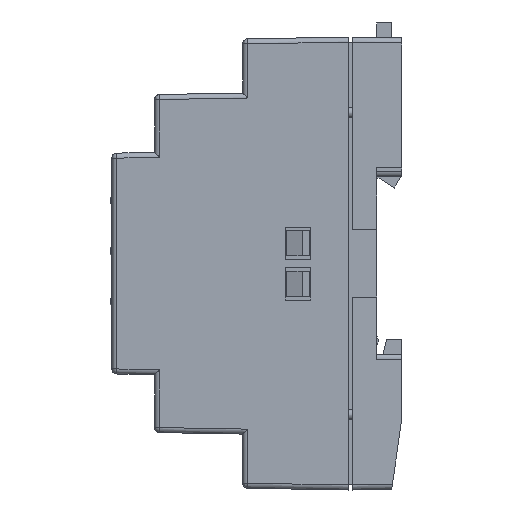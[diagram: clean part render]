
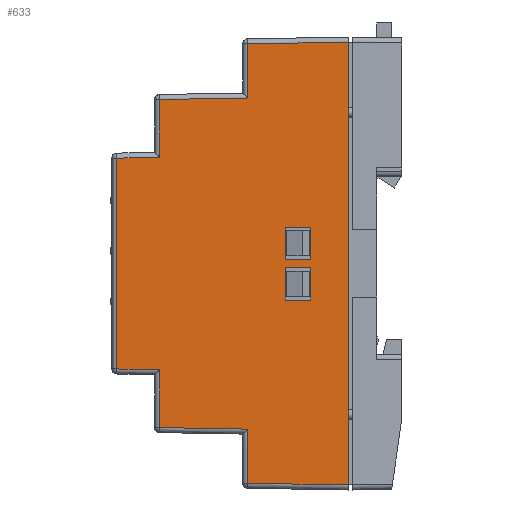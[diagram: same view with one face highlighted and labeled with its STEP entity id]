
A CAD part, left-side view. The second image highlights one B-rep face of the part: STEP entity #633.
In plain terms, the highlighted planar face has unit normal (-1, 0.009, 0).
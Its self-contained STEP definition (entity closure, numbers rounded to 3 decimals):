
#633=ADVANCED_FACE('',(#3711,#3713,#3715),#3717,.T.);
#3711=FACE_BOUND('',#3712,.T.);
#3712=EDGE_LOOP('',(#12661,#12662,#12663,#12664,#12665,#12666,#12667,#12668,#12669,
#12670,#12671,#12672));
#3713=FACE_BOUND('',#3714,.T.);
#3714=EDGE_LOOP('',(#12673,#12674,#12675,#12676));
#3715=FACE_BOUND('',#3716,.T.);
#3716=EDGE_LOOP('',(#12677,#12678,#12679,#12680));
#3717=PLANE('',#3718);
#3718=AXIS2_PLACEMENT_3D('',#3719,#3720,#3721);
#3719=CARTESIAN_POINT('',(-80.13,-186.784,-45.));
#3720=DIRECTION('',(-1.,0.009,0.));
#3721=DIRECTION('',(0.,0.,1.));
#12661=ORIENTED_EDGE('',*,*,#19677,.F.);
#12662=ORIENTED_EDGE('',*,*,#19678,.T.);
#12663=ORIENTED_EDGE('',*,*,#19679,.T.);
#12664=ORIENTED_EDGE('',*,*,#19680,.F.);
#12665=ORIENTED_EDGE('',*,*,#19681,.T.);
#12666=ORIENTED_EDGE('',*,*,#19682,.F.);
#12667=ORIENTED_EDGE('',*,*,#19683,.T.);
#12668=ORIENTED_EDGE('',*,*,#19653,.F.);
#12669=ORIENTED_EDGE('',*,*,#19684,.F.);
#12670=ORIENTED_EDGE('',*,*,#19685,.F.);
#12671=ORIENTED_EDGE('',*,*,#19686,.F.);
#12672=ORIENTED_EDGE('',*,*,#19687,.F.);
#12673=ORIENTED_EDGE('',*,*,#19688,.T.);
#12674=ORIENTED_EDGE('',*,*,#19689,.T.);
#12675=ORIENTED_EDGE('',*,*,#19690,.T.);
#12676=ORIENTED_EDGE('',*,*,#19691,.T.);
#12677=ORIENTED_EDGE('',*,*,#19692,.T.);
#12678=ORIENTED_EDGE('',*,*,#19693,.T.);
#12679=ORIENTED_EDGE('',*,*,#19694,.T.);
#12680=ORIENTED_EDGE('',*,*,#19695,.T.);
#19653=EDGE_CURVE('',#24062,#24064,#24065,.T.);
#19677=EDGE_CURVE('',#24102,#24103,#24104,.T.);
#19678=EDGE_CURVE('',#24102,#24105,#24106,.T.);
#19679=EDGE_CURVE('',#24105,#24107,#24108,.T.);
#19680=EDGE_CURVE('',#24109,#24107,#24110,.T.);
#19681=EDGE_CURVE('',#24109,#24111,#24112,.T.);
#19682=EDGE_CURVE('',#24113,#24111,#24114,.T.);
#19683=EDGE_CURVE('',#24113,#24064,#24115,.T.);
#19684=EDGE_CURVE('',#24116,#24062,#24117,.T.);
#19685=EDGE_CURVE('',#24118,#24116,#24119,.T.);
#19686=EDGE_CURVE('',#24120,#24118,#24121,.T.);
#19687=EDGE_CURVE('',#24103,#24120,#24122,.T.);
#19688=EDGE_CURVE('',#24123,#24124,#24125,.T.);
#19689=EDGE_CURVE('',#24124,#24126,#24127,.T.);
#19690=EDGE_CURVE('',#24126,#24128,#24129,.T.);
#19691=EDGE_CURVE('',#24128,#24123,#24130,.T.);
#19692=EDGE_CURVE('',#24131,#24132,#24133,.T.);
#19693=EDGE_CURVE('',#24132,#24134,#24135,.T.);
#19694=EDGE_CURVE('',#24134,#24136,#24137,.T.);
#19695=EDGE_CURVE('',#24136,#24131,#24138,.T.);
#24062=VERTEX_POINT('',#32251);
#24064=VERTEX_POINT('',#32256);
#24065=LINE('',#32257,#32258);
#24102=VERTEX_POINT('',#32352);
#24103=VERTEX_POINT('',#32353);
#24104=LINE('',#32354,#32355);
#24105=VERTEX_POINT('',#32357);
#24106=LINE('',#32358,#32359);
#24107=VERTEX_POINT('',#32361);
#24108=LINE('',#32362,#32363);
#24109=VERTEX_POINT('',#32365);
#24110=LINE('',#32366,#32367);
#24111=VERTEX_POINT('',#32369);
#24112=LINE('',#32370,#32371);
#24113=VERTEX_POINT('',#32373);
#24114=LINE('',#32374,#32375);
#24115=LINE('',#32377,#32378);
#24116=VERTEX_POINT('',#32380);
#24117=LINE('',#32381,#32382);
#24118=VERTEX_POINT('',#32384);
#24119=LINE('',#32385,#32386);
#24120=VERTEX_POINT('',#32388);
#24121=LINE('',#32389,#32390);
#24122=LINE('',#32392,#32393);
#24123=VERTEX_POINT('',#32395);
#24124=VERTEX_POINT('',#32396);
#24125=LINE('',#32397,#32398);
#24126=VERTEX_POINT('',#32400);
#24127=LINE('',#32401,#32402);
#24128=VERTEX_POINT('',#32404);
#24129=LINE('',#32405,#32406);
#24130=LINE('',#32408,#32409);
#24131=VERTEX_POINT('',#32411);
#24132=VERTEX_POINT('',#32412);
#24133=LINE('',#32413,#32414);
#24134=VERTEX_POINT('',#32416);
#24135=LINE('',#32417,#32418);
#24136=VERTEX_POINT('',#32420);
#24137=LINE('',#32421,#32422);
#24138=LINE('',#32424,#32425);
#32251=CARTESIAN_POINT('',(-78.098,46.009,-20.947));
#32256=CARTESIAN_POINT('',(-78.098,46.009,20.947));
#32257=CARTESIAN_POINT('',(-78.098,46.009,-20.947));
#32258=VECTOR('',#32259,1.);
#32259=DIRECTION('',(0.,0.,1.));
#32352=CARTESIAN_POINT('',(-78.5,0.,-44.));
#32353=CARTESIAN_POINT('',(-78.325,20.009,-43.651));
#32354=CARTESIAN_POINT('',(-78.5,0.,-44.));
#32355=VECTOR('',#32356,1.);
#32356=DIRECTION('',(0.009,1.,0.017));
#32357=CARTESIAN_POINT('',(-78.5,0.,44.));
#32358=CARTESIAN_POINT('',(-78.5,0.,-44.));
#32359=VECTOR('',#32360,1.);
#32360=DIRECTION('',(0.,0.,1.));
#32361=CARTESIAN_POINT('',(-78.325,20.009,43.651));
#32362=CARTESIAN_POINT('',(-78.5,0.,44.));
#32363=VECTOR('',#32364,1.);
#32364=DIRECTION('',(0.009,1.,-0.017));
#32365=CARTESIAN_POINT('',(-78.325,20.009,32.901));
#32366=CARTESIAN_POINT('',(-78.325,20.009,32.901));
#32367=VECTOR('',#32368,1.);
#32368=DIRECTION('',(0.,0.,1.));
#32369=CARTESIAN_POINT('',(-78.173,37.509,32.595));
#32370=CARTESIAN_POINT('',(-78.325,20.009,32.901));
#32371=VECTOR('',#32372,1.);
#32372=DIRECTION('',(0.009,1.,-0.017));
#32373=CARTESIAN_POINT('',(-78.173,37.509,21.095));
#32374=CARTESIAN_POINT('',(-78.173,37.509,21.095));
#32375=VECTOR('',#32376,1.);
#32376=DIRECTION('',(0.,0.,1.));
#32377=CARTESIAN_POINT('',(-78.173,37.509,21.095));
#32378=VECTOR('',#32379,1.);
#32379=DIRECTION('',(0.009,1.,-0.017));
#32380=CARTESIAN_POINT('',(-78.173,37.509,-21.095));
#32381=CARTESIAN_POINT('',(-78.173,37.509,-21.095));
#32382=VECTOR('',#32383,1.);
#32383=DIRECTION('',(0.009,1.,0.017));
#32384=CARTESIAN_POINT('',(-78.173,37.509,-32.595));
#32385=CARTESIAN_POINT('',(-78.173,37.509,-32.595));
#32386=VECTOR('',#32387,1.);
#32387=DIRECTION('',(0.,0.,1.));
#32388=CARTESIAN_POINT('',(-78.325,20.009,-32.901));
#32389=CARTESIAN_POINT('',(-78.325,20.009,-32.901));
#32390=VECTOR('',#32391,1.);
#32391=DIRECTION('',(0.009,1.,0.017));
#32392=CARTESIAN_POINT('',(-78.325,20.009,-43.651));
#32393=VECTOR('',#32394,1.);
#32394=DIRECTION('',(0.,0.,1.));
#32395=CARTESIAN_POINT('',(-78.391,12.5,7.25));
#32396=CARTESIAN_POINT('',(-78.435,7.5,7.25));
#32397=CARTESIAN_POINT('',(-78.391,12.5,7.25));
#32398=VECTOR('',#32399,1.);
#32399=DIRECTION('',(-0.009,-1.,0.));
#32400=CARTESIAN_POINT('',(-78.435,7.5,0.75));
#32401=CARTESIAN_POINT('',(-78.435,7.5,7.25));
#32402=VECTOR('',#32403,1.);
#32403=DIRECTION('',(0.,0.,-1.));
#32404=CARTESIAN_POINT('',(-78.391,12.5,0.75));
#32405=CARTESIAN_POINT('',(-78.435,7.5,0.75));
#32406=VECTOR('',#32407,1.);
#32407=DIRECTION('',(0.009,1.,0.));
#32408=CARTESIAN_POINT('',(-78.391,12.5,0.75));
#32409=VECTOR('',#32410,1.);
#32410=DIRECTION('',(0.,0.,1.));
#32411=CARTESIAN_POINT('',(-78.391,12.5,-0.75));
#32412=CARTESIAN_POINT('',(-78.435,7.5,-0.75));
#32413=CARTESIAN_POINT('',(-78.391,12.5,-0.75));
#32414=VECTOR('',#32415,1.);
#32415=DIRECTION('',(-0.009,-1.,0.));
#32416=CARTESIAN_POINT('',(-78.435,7.5,-7.25));
#32417=CARTESIAN_POINT('',(-78.435,7.5,-0.75));
#32418=VECTOR('',#32419,1.);
#32419=DIRECTION('',(0.,0.,-1.));
#32420=CARTESIAN_POINT('',(-78.391,12.5,-7.25));
#32421=CARTESIAN_POINT('',(-78.435,7.5,-7.25));
#32422=VECTOR('',#32423,1.);
#32423=DIRECTION('',(0.009,1.,0.));
#32424=CARTESIAN_POINT('',(-78.391,12.5,-7.25));
#32425=VECTOR('',#32426,1.);
#32426=DIRECTION('',(0.,0.,1.));
